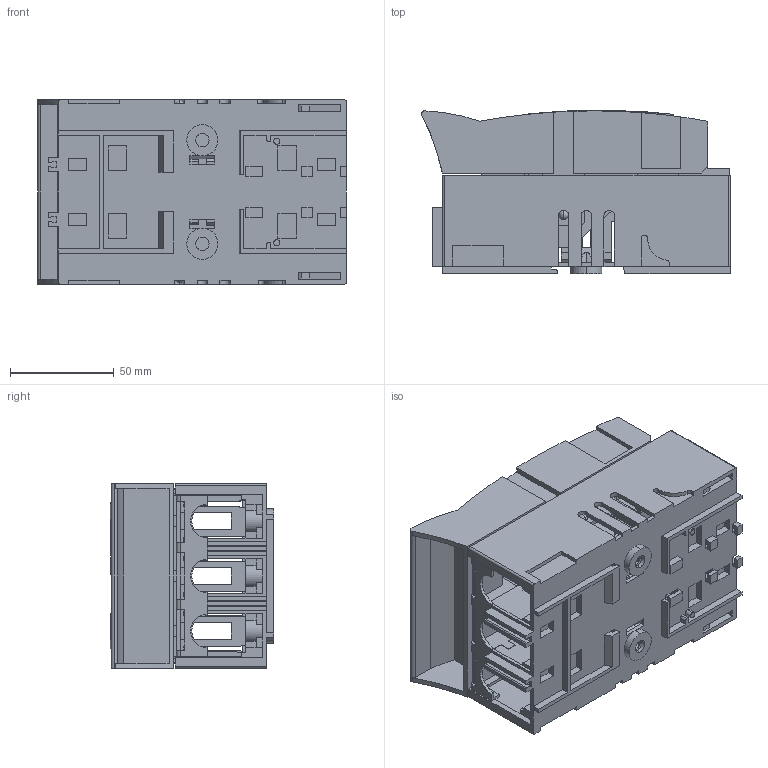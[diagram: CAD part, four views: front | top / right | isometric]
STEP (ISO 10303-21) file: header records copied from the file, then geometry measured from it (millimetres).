
FILE_DESCRIPTION((''),'2;1');
FILE_NAME('HVL_EK_000_STEP_ASM','2022-04-11T14:56:09',('klemen.sitar'),('Audax d.o.o.'),'CREO PARAMETRIC BY PTC INC, 2021304','CREO PARAMETRIC BY PTC INC, 2021304','');
FILE_SCHEMA(('AP242_MANAGED_MODEL_BASED_3D_ENGINEERING_MIM_LF { 1 0 10303 442 1 1 4 }'));
Products named in the file (8): KAPA2; POKLOPAC; OS00C; PROZORCIC_S_NATPISOM; KAPA1; HVL_EK_000_STEP_1_ASM; ETI_LOGO; HVL_EK_000_STEP_ASM
Assembly tree (7 placements, depth 3):
  HVL_EK_000_STEP_ASM
    HVL_EK_000_STEP_1_ASM
      KAPA2
      POKLOPAC
      OS00C
      PROZORCIC_S_NATPISOM
      KAPA1
    ETI_LOGO
Bounding box: 149 x 78.84 x 89 mm (x, y, z)
Volume: 200733.1 mm3; surface area: 219269 mm2
Topology: 8 solids, 8 shells, 1494 faces, 4522 edges, 2976 vertices
Faces by surface type: plane 1214, cylinder 256, cone 16, sphere 4, torus 4
Entity records: 93207 total; most frequent: CARTESIAN_POINT 27062, ORIENTED_EDGE 9036, DIRECTION 8063, PRESENTATION_STYLE_ASSIGNMENT 6030, STYLED_ITEM 6030, CURVE_STYLE 4528, EDGE_CURVE 4518, VECTOR 3763
